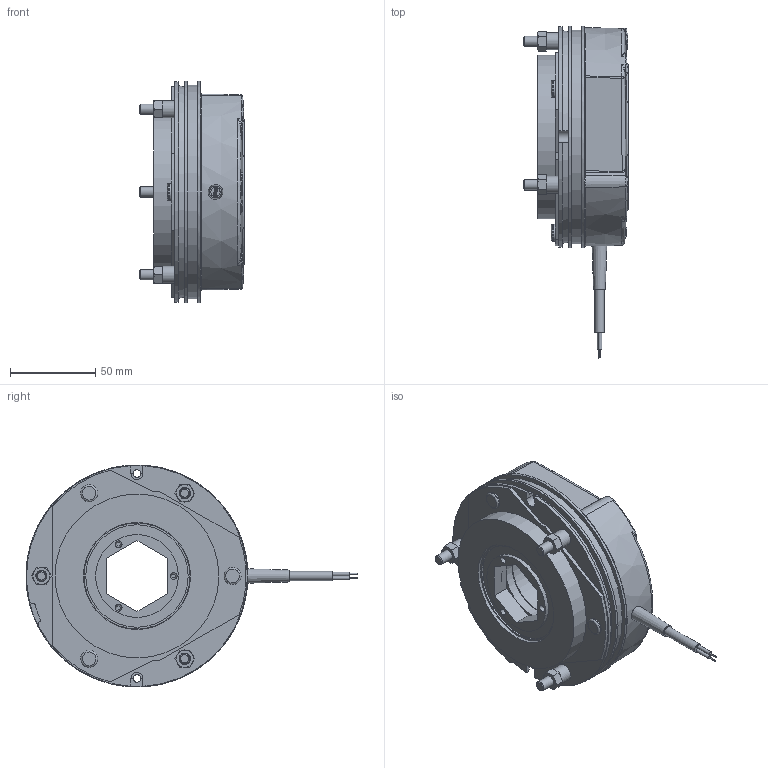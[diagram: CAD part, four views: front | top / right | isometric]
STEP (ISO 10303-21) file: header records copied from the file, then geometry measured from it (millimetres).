
FILE_DESCRIPTION(/* description */ (''),/* implementation_level */ '2;1');
FILE_NAME(/* name */ 'FDB13-N NEU.stp',/* time_stamp */ '2017-03-24T08:39:26+01:00',/* author */ ('Frank'),/* organization */ (''),/* preprocessor_version */ 'ST-DEVELOPER v15.6',/* originating_system */ 'Autodesk Inventor 2015',/* authorisation */ '');
FILE_SCHEMA (('AUTOMOTIVE_DESIGN { 1 0 10303 214 3 1 1 }'));
Length unit declared in the file: millimetre
Products named in the file (1): Bauteil5
Bounding box: 61.5 x 194.5 x 130 mm (x, y, z)
Volume: 365051.5 mm3; surface area: 126139.2 mm2
Topology: 3 solids, 6 shells, 541 faces, 1253 edges, 778 vertices
Faces by surface type: plane 184, cylinder 127, bspline 93, cone 71, torus 55, sphere 11
Full cylindrical faces by diameter (mm): 0.75 x2, 2 x2, 3 x3, 4.5 x2, 5.4 x1, 5.5 x1, 6 x6, 6.2 x6, 7.2 x3, 8.917 x3, 9 x10, 9.9 x3, 10 x12, 10.3 x3, 12 x3, 13 x1, 42 x2, 48.5 x2, 52 x1, 60 x2, 62 x2, 62.7 x2, 66.8 x1, 96 x1, 98 x1, 125 x1, 130 x2
Entity records: 17604 total; most frequent: CARTESIAN_POINT 6242, DIRECTION 2107, ORIENTED_EDGE 2106, EDGE_CURVE 1053, AXIS2_PLACEMENT_3D 905, EDGE_LOOP 756, VERTEX_POINT 725, FACE_OUTER_BOUND 537
